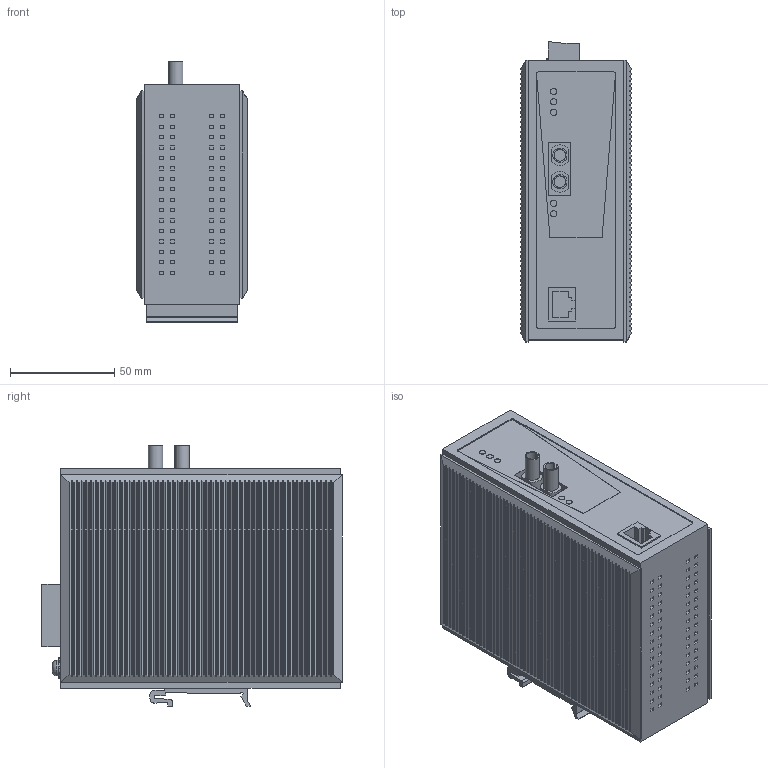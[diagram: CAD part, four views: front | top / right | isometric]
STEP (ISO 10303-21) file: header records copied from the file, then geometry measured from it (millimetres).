
FILE_DESCRIPTION(('CATIA V5 STEP Exchange','CAx-IF Rec.Pracs.--- Model Styling and Organization---1.4--- 2014-01-23'),'2;1');
FILE_NAME ('D1401305_3_1286890000_S3D_IE-MC-VL_VLT-1TX-1ST.stp','2019-12-13T09:52:20+00:00',('none'),('Weidmueller'),'CATIA Version 5-6 Release 2016 SP3 HF44','CATIA V5 STEP AP214','none');
FILE_SCHEMA(('AUTOMOTIVE_DESIGN { 1 0 10303 214 1 1 1 1 }'));
Products named in the file (1): S3D_IE-MC-VL_VLT-1TX-1ST
Bounding box: 52.85 x 144.05 x 125.01 mm (x, y, z)
Volume: 731895.6 mm3; surface area: 129201.9 mm2
Topology: 24 solids, 24 shells, 1481 faces, 3950 edges, 2648 vertices
Faces by surface type: plane 1081, extrusion 282, cylinder 116, torus 2
Entity records: 49887 total; most frequent: CARTESIAN_POINT 13857, ORIENTED_EDGE 7900, DIRECTION 5334, EDGE_CURVE 3950, VECTOR 3316, LINE 3034, VERTEX_POINT 2648, EDGE_LOOP 1624
